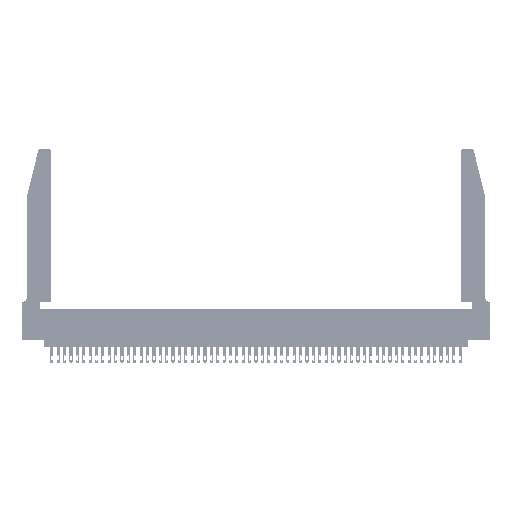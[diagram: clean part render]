
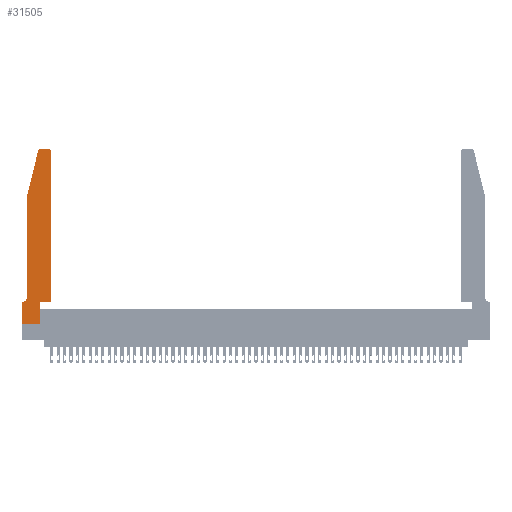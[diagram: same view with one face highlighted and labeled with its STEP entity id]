
A CAD part, top view. The second image highlights one B-rep face of the part: STEP entity #31505.
In plain terms, the highlighted planar face has unit normal (0, 0, 1).
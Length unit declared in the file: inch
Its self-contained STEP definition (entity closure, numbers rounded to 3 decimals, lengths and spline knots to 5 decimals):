
#1033 = EDGE_CURVE ( 'NONE', #3501, #8318, #38930, .T. ) ;
#1157 = CARTESIAN_POINT ( 'NONE',  ( 0., 0., 0.37 ) ) ;
#2679 = VERTEX_POINT ( 'NONE', #49981 ) ;
#3430 = DIRECTION ( 'NONE',  ( 0., -1., 0. ) ) ;
#3483 = EDGE_CURVE ( 'NONE', #2679, #13924, #6795, .T. ) ;
#3501 = VERTEX_POINT ( 'NONE', #21504 ) ;
#3658 = VECTOR ( 'NONE', #15277, 39.37008 ) ;
#4733 = ORIENTED_EDGE ( 'NONE', *, *, #32662, .T. ) ;
#4967 = CARTESIAN_POINT ( 'NONE',  ( 0.2865, 0.35, 0.37 ) ) ;
#5544 = AXIS2_PLACEMENT_3D ( 'NONE', #51217, #27870, #29454 ) ;
#6795 = LINE ( 'NONE', #25600, #48802 ) ;
#6873 = AXIS2_PLACEMENT_3D ( 'NONE', #16150, #32178, #44491 ) ;
#7423 = DIRECTION ( 'NONE',  ( 1., 0., 0. ) ) ;
#8140 = VERTEX_POINT ( 'NONE', #24518 ) ;
#8318 = VERTEX_POINT ( 'NONE', #4967 ) ;
#8347 = VERTEX_POINT ( 'NONE', #17731 ) ;
#8865 = VECTOR ( 'NONE', #41991, 39.37008 ) ;
#9097 = VERTEX_POINT ( 'NONE', #51151 ) ;
#9280 = AXIS2_PLACEMENT_3D ( 'NONE', #52270, #11357, #7423 ) ;
#9495 = LINE ( 'NONE', #33626, #8865 ) ;
#9898 = CARTESIAN_POINT ( 'NONE',  ( 0.0055, 0.42, 0.37 ) ) ;
#10037 = LINE ( 'NONE', #11592, #3658 ) ;
#10131 = CARTESIAN_POINT ( 'NONE',  ( 0.4505, 0.35, 0.37 ) ) ;
#10485 = DIRECTION ( 'NONE',  ( 0., 1., 0. ) ) ;
#11357 = DIRECTION ( 'NONE',  ( 0., 0., 1. ) ) ;
#11468 = LINE ( 'NONE', #40156, #51542 ) ;
#11592 = CARTESIAN_POINT ( 'NONE',  ( 0.0755, 2., 0.37 ) ) ;
#12221 = DIRECTION ( 'NONE',  ( -1., 0., 0. ) ) ;
#12319 = VECTOR ( 'NONE', #3430, 39.37008 ) ;
#13452 = FACE_OUTER_BOUND ( 'NONE', #14008, .T. ) ;
#13743 = VECTOR ( 'NONE', #17843, 39.37008 ) ;
#13924 = VERTEX_POINT ( 'NONE', #35654 ) ;
#14008 = EDGE_LOOP ( 'NONE', ( #42322, #44316, #17990, #42926, #33858, #15008, #32659, #22724, #33469, #33930, #46821, #4733 ) ) ;
#15008 = ORIENTED_EDGE ( 'NONE', *, *, #3483, .T. ) ;
#15277 = DIRECTION ( 'NONE',  ( -0.239, -0.971, 0. ) ) ;
#15319 = CARTESIAN_POINT ( 'NONE',  ( 0., 0., 0.37 ) ) ;
#16150 = CARTESIAN_POINT ( 'NONE',  ( 0., 0.35, 0.37 ) ) ;
#16543 = VECTOR ( 'NONE', #22096, 39.37008 ) ;
#17117 = EDGE_CURVE ( 'NONE', #46104, #52160, #9495, .T. ) ;
#17209 = CIRCLE ( 'NONE', #5544, 0.03 ) ;
#17272 = EDGE_CURVE ( 'NONE', #9097, #20780, #48346, .T. ) ;
#17550 = LINE ( 'NONE', #1157, #13743 ) ;
#17731 = CARTESIAN_POINT ( 'NONE',  ( 0., 0., 0.37 ) ) ;
#17840 = VERTEX_POINT ( 'NONE', #41535 ) ;
#17843 = DIRECTION ( 'NONE',  ( 1., 0., 0. ) ) ;
#17990 = ORIENTED_EDGE ( 'NONE', *, *, #27973, .T. ) ;
#20780 = VERTEX_POINT ( 'NONE', #52399 ) ;
#21248 = CIRCLE ( 'NONE', #9280, 0.03 ) ;
#21441 = DIRECTION ( 'NONE',  ( 0., 0., -1. ) ) ;
#21504 = CARTESIAN_POINT ( 'NONE',  ( 0.2865, 0., 0.37 ) ) ;
#21918 = CARTESIAN_POINT ( 'NONE',  ( 0.4505, 0.35, 0.37 ) ) ;
#22096 = DIRECTION ( 'NONE',  ( 1., 0., 0. ) ) ;
#22724 = ORIENTED_EDGE ( 'NONE', *, *, #42621, .T. ) ;
#24518 = CARTESIAN_POINT ( 'NONE',  ( 0.25487, 2.72718, 0.37 ) ) ;
#25395 = VECTOR ( 'NONE', #10485, 39.37008 ) ;
#25600 = CARTESIAN_POINT ( 'NONE',  ( 0.0755, 0.35, 0.37 ) ) ;
#26838 = EDGE_CURVE ( 'NONE', #17840, #34280, #11468, .T. ) ;
#27870 = DIRECTION ( 'NONE',  ( 0., 0., 1. ) ) ;
#27973 = EDGE_CURVE ( 'NONE', #8140, #46104, #10037, .T. ) ;
#29353 = VECTOR ( 'NONE', #43951, 39.37008 ) ;
#29454 = DIRECTION ( 'NONE',  ( 1., 0., 0. ) ) ;
#30333 = DIRECTION ( 'NONE',  ( -1., 0., 0. ) ) ;
#30595 = LINE ( 'NONE', #21918, #16543 ) ;
#30946 = CARTESIAN_POINT ( 'NONE',  ( 0.0755, 2., 0.37 ) ) ;
#31505 = ADVANCED_FACE ( 'NONE', ( #13452 ), #36829, .T. ) ;
#32178 = DIRECTION ( 'NONE',  ( 0., 0., 1. ) ) ;
#32659 = ORIENTED_EDGE ( 'NONE', *, *, #47527, .T. ) ;
#32662 = EDGE_CURVE ( 'NONE', #20780, #17840, #17209, .T. ) ;
#33469 = ORIENTED_EDGE ( 'NONE', *, *, #1033, .T. ) ;
#33626 = CARTESIAN_POINT ( 'NONE',  ( 0.0755, 2., 0.37 ) ) ;
#33858 = ORIENTED_EDGE ( 'NONE', *, *, #34827, .T. ) ;
#33930 = ORIENTED_EDGE ( 'NONE', *, *, #48731, .T. ) ;
#34280 = VERTEX_POINT ( 'NONE', #46967 ) ;
#34827 = EDGE_CURVE ( 'NONE', #52160, #2679, #50363, .T. ) ;
#35654 = CARTESIAN_POINT ( 'NONE',  ( 0., 0.35, 0.37 ) ) ;
#36829 = PLANE ( 'NONE',  #6873 ) ;
#38930 = LINE ( 'NONE', #43610, #29353 ) ;
#40156 = CARTESIAN_POINT ( 'NONE',  ( 0.2605, 2.75, 0.37 ) ) ;
#41535 = CARTESIAN_POINT ( 'NONE',  ( 0.4205, 2.75, 0.37 ) ) ;
#41991 = DIRECTION ( 'NONE',  ( 0., -1., 0. ) ) ;
#42322 = ORIENTED_EDGE ( 'NONE', *, *, #26838, .T. ) ;
#42337 = CARTESIAN_POINT ( 'NONE',  ( 0.0755, 0.42, 0.37 ) ) ;
#42368 = DIRECTION ( 'NONE',  ( -1., 0., 0. ) ) ;
#42621 = EDGE_CURVE ( 'NONE', #8347, #3501, #17550, .T. ) ;
#42926 = ORIENTED_EDGE ( 'NONE', *, *, #17117, .T. ) ;
#43610 = CARTESIAN_POINT ( 'NONE',  ( 0.2865, 0.35, 0.37 ) ) ;
#43951 = DIRECTION ( 'NONE',  ( 0., 1., 0. ) ) ;
#44229 = EDGE_CURVE ( 'NONE', #34280, #8140, #21248, .T. ) ;
#44316 = ORIENTED_EDGE ( 'NONE', *, *, #44229, .T. ) ;
#44491 = DIRECTION ( 'NONE',  ( 1., 0., 0. ) ) ;
#46104 = VERTEX_POINT ( 'NONE', #30946 ) ;
#46821 = ORIENTED_EDGE ( 'NONE', *, *, #17272, .T. ) ;
#46967 = CARTESIAN_POINT ( 'NONE',  ( 0.284, 2.75, 0.37 ) ) ;
#47527 = EDGE_CURVE ( 'NONE', #13924, #8347, #52448, .T. ) ;
#48346 = LINE ( 'NONE', #10131, #25395 ) ;
#48731 = EDGE_CURVE ( 'NONE', #8318, #9097, #30595, .T. ) ;
#48802 = VECTOR ( 'NONE', #42368, 39.37008 ) ;
#49288 = AXIS2_PLACEMENT_3D ( 'NONE', #9898, #21441, #30333 ) ;
#49981 = CARTESIAN_POINT ( 'NONE',  ( 0.0055, 0.35, 0.37 ) ) ;
#50363 = CIRCLE ( 'NONE', #49288, 0.07 ) ;
#51151 = CARTESIAN_POINT ( 'NONE',  ( 0.4505, 0.35, 0.37 ) ) ;
#51217 = CARTESIAN_POINT ( 'NONE',  ( 0.4205, 2.72, 0.37 ) ) ;
#51542 = VECTOR ( 'NONE', #12221, 39.37008 ) ;
#52160 = VERTEX_POINT ( 'NONE', #42337 ) ;
#52270 = CARTESIAN_POINT ( 'NONE',  ( 0.284, 2.72, 0.37 ) ) ;
#52399 = CARTESIAN_POINT ( 'NONE',  ( 0.4505, 2.72, 0.37 ) ) ;
#52448 = LINE ( 'NONE', #15319, #12319 ) ;
